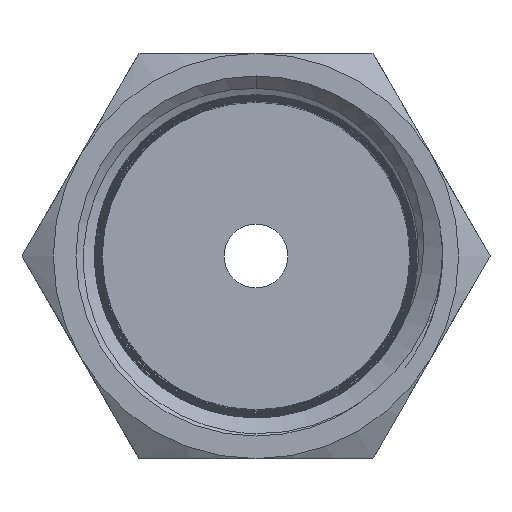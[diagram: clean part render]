
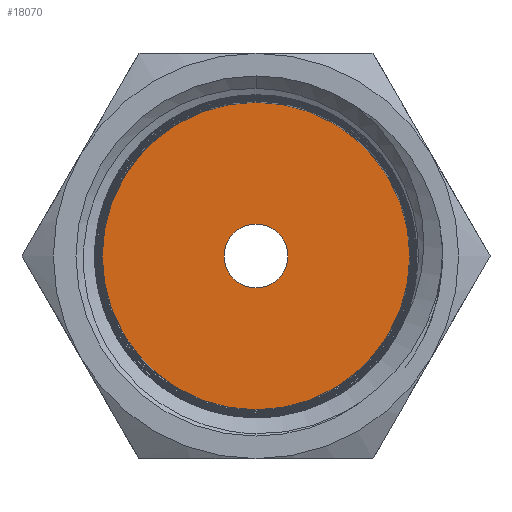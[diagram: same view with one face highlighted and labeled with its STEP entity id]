
A CAD part, front view. The second image highlights one B-rep face of the part: STEP entity #18070.
In plain terms, the highlighted planar face has unit normal (0, -1, 0).
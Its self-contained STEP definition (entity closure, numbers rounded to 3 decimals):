
#1521 = EDGE_CURVE ( 'NONE', #7196, #11816, #9283, .T. ) ;
#1676 = DIRECTION ( 'NONE',  ( 0., -1., 0. ) ) ;
#2521 = CIRCLE ( 'NONE', #23226, 1.5 ) ;
#4092 = DIRECTION ( 'NONE',  ( 0., -1., 0. ) ) ;
#6467 = CARTESIAN_POINT ( 'NONE',  ( 0., -9.907, 7.209 ) ) ;
#6858 = AXIS2_PLACEMENT_3D ( 'NONE', #28149, #12032, #30848 ) ;
#7196 = VERTEX_POINT ( 'NONE', #23617 ) ;
#7477 = CARTESIAN_POINT ( 'NONE',  ( 0., -9.907, 0. ) ) ;
#8842 = CARTESIAN_POINT ( 'NONE',  ( 0., -9.907, 1.5 ) ) ;
#8910 = AXIS2_PLACEMENT_3D ( 'NONE', #7477, #26332, #10201 ) ;
#9283 = CIRCLE ( 'NONE', #6858, 7.209 ) ;
#9447 = PLANE ( 'NONE',  #14711 ) ;
#10201 = DIRECTION ( 'NONE',  ( 0., 0., -1. ) ) ;
#11816 = VERTEX_POINT ( 'NONE', #6467 ) ;
#11862 = FACE_BOUND ( 'NONE', #24329, .T. ) ;
#11903 = EDGE_CURVE ( 'NONE', #11816, #7196, #29765, .T. ) ;
#12032 = DIRECTION ( 'NONE',  ( 0., -1., 0. ) ) ;
#13908 = DIRECTION ( 'NONE',  ( 0., -1., 0. ) ) ;
#14711 = AXIS2_PLACEMENT_3D ( 'NONE', #20307, #4092, #23005 ) ;
#17920 = CARTESIAN_POINT ( 'NONE',  ( 0., -9.907, 0. ) ) ;
#18070 = ADVANCED_FACE ( 'NONE', ( #11862, #19008 ), #9447, .T. ) ;
#19008 = FACE_OUTER_BOUND ( 'NONE', #24341, .T. ) ;
#19219 = ORIENTED_EDGE ( 'NONE', *, *, #1521, .T. ) ;
#19895 = CARTESIAN_POINT ( 'NONE',  ( 0., -9.907, -1.5 ) ) ;
#20307 = CARTESIAN_POINT ( 'NONE',  ( 0., -9.907, 0. ) ) ;
#20642 = DIRECTION ( 'NONE',  ( 0., 0., -1. ) ) ;
#21714 = VERTEX_POINT ( 'NONE', #8842 ) ;
#22111 = VERTEX_POINT ( 'NONE', #19895 ) ;
#23005 = DIRECTION ( 'NONE',  ( 0., 0., -1. ) ) ;
#23226 = AXIS2_PLACEMENT_3D ( 'NONE', #30008, #13908, #32738 ) ;
#23533 = EDGE_CURVE ( 'NONE', #21714, #22111, #29064, .T. ) ;
#23617 = CARTESIAN_POINT ( 'NONE',  ( 0., -9.907, -7.209 ) ) ;
#24329 = EDGE_LOOP ( 'NONE', ( #28710, #34411 ) ) ;
#24341 = EDGE_LOOP ( 'NONE', ( #19219, #26327 ) ) ;
#26327 = ORIENTED_EDGE ( 'NONE', *, *, #11903, .T. ) ;
#26332 = DIRECTION ( 'NONE',  ( 0., -1., 0. ) ) ;
#26424 = EDGE_CURVE ( 'NONE', #22111, #21714, #2521, .T. ) ;
#28011 = AXIS2_PLACEMENT_3D ( 'NONE', #17920, #1676, #20642 ) ;
#28149 = CARTESIAN_POINT ( 'NONE',  ( 0., -9.907, 0. ) ) ;
#28710 = ORIENTED_EDGE ( 'NONE', *, *, #23533, .F. ) ;
#29064 = CIRCLE ( 'NONE', #8910, 1.5 ) ;
#29765 = CIRCLE ( 'NONE', #28011, 7.209 ) ;
#30008 = CARTESIAN_POINT ( 'NONE',  ( 0., -9.907, 0. ) ) ;
#30848 = DIRECTION ( 'NONE',  ( 0., 0., -1. ) ) ;
#32738 = DIRECTION ( 'NONE',  ( 0., 0., -1. ) ) ;
#34411 = ORIENTED_EDGE ( 'NONE', *, *, #26424, .F. ) ;
